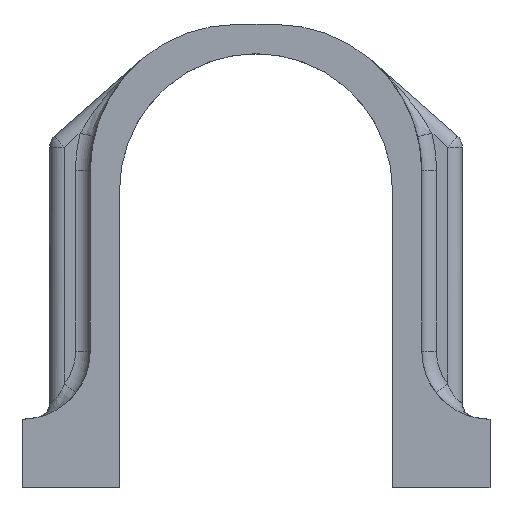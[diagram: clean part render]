
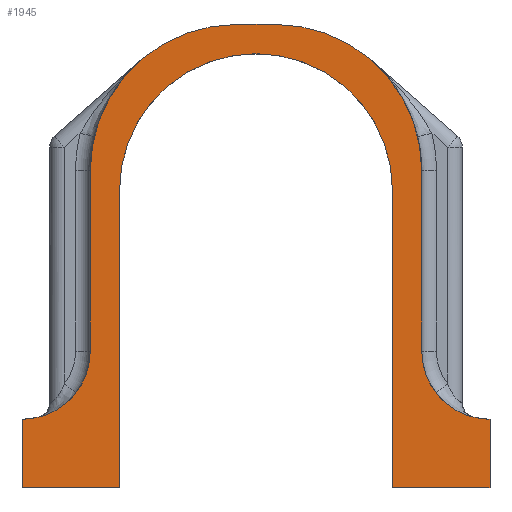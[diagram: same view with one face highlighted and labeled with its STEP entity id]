
A CAD part, left-side view. The second image highlights one B-rep face of the part: STEP entity #1945.
In plain terms, the highlighted planar face has unit normal (-1, 0, 0).
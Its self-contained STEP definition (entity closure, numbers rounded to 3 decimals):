
#74=PLANE('',#2121);
#140=LINE('',#2887,#303);
#163=LINE('',#2977,#326);
#188=LINE('',#3047,#351);
#222=LINE('',#3145,#385);
#228=LINE('',#3156,#391);
#233=LINE('',#3170,#396);
#234=LINE('',#3172,#397);
#240=LINE('',#3182,#403);
#243=LINE('',#3193,#406);
#303=VECTOR('',#2282,1000.);
#326=VECTOR('',#2343,1000.);
#351=VECTOR('',#2400,1000.);
#385=VECTOR('',#2470,1000.);
#391=VECTOR('',#2478,1000.);
#396=VECTOR('',#2491,1000.);
#397=VECTOR('',#2494,1000.);
#403=VECTOR('',#2502,1000.);
#406=VECTOR('',#2515,1000.);
#673=ORIENTED_EDGE('',*,*,#1197,.T.);
#674=ORIENTED_EDGE('',*,*,#1200,.T.);
#675=ORIENTED_EDGE('',*,*,#1203,.T.);
#676=ORIENTED_EDGE('',*,*,#1131,.F.);
#677=ORIENTED_EDGE('',*,*,#1097,.T.);
#678=ORIENTED_EDGE('',*,*,#1152,.F.);
#679=ORIENTED_EDGE('',*,*,#1191,.F.);
#680=ORIENTED_EDGE('',*,*,#1155,.T.);
#681=ORIENTED_EDGE('',*,*,#1176,.T.);
#682=ORIENTED_EDGE('',*,*,#1210,.T.);
#683=ORIENTED_EDGE('',*,*,#1182,.F.);
#684=ORIENTED_EDGE('',*,*,#1164,.F.);
#685=ORIENTED_EDGE('',*,*,#1060,.T.);
#686=ORIENTED_EDGE('',*,*,#1190,.F.);
#1060=EDGE_CURVE('',#1352,#1351,#140,.T.);
#1097=EDGE_CURVE('',#1386,#1385,#163,.T.);
#1131=EDGE_CURVE('',#1386,#1415,#188,.T.);
#1152=EDGE_CURVE('',#1430,#1385,#1544,.F.);
#1155=EDGE_CURVE('',#1433,#1432,#1546,.F.);
#1164=EDGE_CURVE('',#1352,#1440,#1550,.F.);
#1176=EDGE_CURVE('',#1432,#1446,#222,.T.);
#1182=EDGE_CURVE('',#1440,#1447,#228,.T.);
#1190=EDGE_CURVE('',#1455,#1351,#233,.T.);
#1191=EDGE_CURVE('',#1433,#1430,#234,.T.);
#1197=EDGE_CURVE('',#1455,#1458,#240,.T.);
#1200=EDGE_CURVE('',#1458,#1461,#1556,.T.);
#1203=EDGE_CURVE('',#1461,#1415,#243,.T.);
#1210=EDGE_CURVE('',#1446,#1447,#1561,.F.);
#1351=VERTEX_POINT('',#2886);
#1352=VERTEX_POINT('',#2888);
#1385=VERTEX_POINT('',#2976);
#1386=VERTEX_POINT('',#2978);
#1415=VERTEX_POINT('',#3048);
#1430=VERTEX_POINT('',#3086);
#1432=VERTEX_POINT('',#3092);
#1433=VERTEX_POINT('',#3094);
#1440=VERTEX_POINT('',#3121);
#1446=VERTEX_POINT('',#3144);
#1447=VERTEX_POINT('',#3148);
#1455=VERTEX_POINT('',#3169);
#1458=VERTEX_POINT('',#3181);
#1461=VERTEX_POINT('',#3188);
#1544=CIRCLE('',#2090,7.);
#1546=CIRCLE('',#2093,15.);
#1550=CIRCLE('',#2098,7.);
#1556=CIRCLE('',#2113,14.);
#1561=CIRCLE('',#2120,15.);
#1657=EDGE_LOOP('',(#673,#674,#675,#676,#677,#678,#679,#680,#681,#682,#683,
#684,#685,#686));
#1786=FACE_BOUND('',#1657,.T.);
#1945=ADVANCED_FACE('',(#1786),#74,.F.);
#2090=AXIS2_PLACEMENT_3D('',#3087,#2428,#2429);
#2093=AXIS2_PLACEMENT_3D('',#3093,#2435,#2436);
#2098=AXIS2_PLACEMENT_3D('',#3123,#2448,#2449);
#2113=AXIS2_PLACEMENT_3D('',#3189,#2508,#2509);
#2120=AXIS2_PLACEMENT_3D('',#3217,#2525,#2526);
#2121=AXIS2_PLACEMENT_3D('',#3218,#2527,#2528);
#2282=DIRECTION('',(0.,0.,-1.));
#2343=DIRECTION('',(0.,0.,1.));
#2400=DIRECTION('',(0.,1.,0.));
#2428=DIRECTION('',(1.,0.,0.));
#2429=DIRECTION('',(0.,0.,-1.));
#2435=DIRECTION('',(1.,0.,0.));
#2436=DIRECTION('',(0.,0.,-1.));
#2448=DIRECTION('',(1.,0.,0.));
#2449=DIRECTION('',(0.,0.,-1.));
#2470=DIRECTION('',(0.,1.,0.));
#2478=DIRECTION('',(0.,0.,1.));
#2491=DIRECTION('',(0.,1.,0.));
#2494=DIRECTION('',(0.,0.,-1.));
#2502=DIRECTION('',(0.,0.,1.));
#2508=DIRECTION('',(1.,0.,0.));
#2509=DIRECTION('',(0.,0.,-1.));
#2515=DIRECTION('',(0.,0.,-1.));
#2525=DIRECTION('',(1.,0.,0.));
#2526=DIRECTION('',(0.,0.,-1.));
#2527=DIRECTION('',(1.,0.,0.));
#2528=DIRECTION('',(0.,0.,-1.));
#2886=CARTESIAN_POINT('',(-14.79,35.,0.));
#2887=CARTESIAN_POINT('',(-14.79,35.,0.));
#2888=CARTESIAN_POINT('',(-14.79,35.,7.));
#2976=CARTESIAN_POINT('',(-14.79,-13.,7.));
#2977=CARTESIAN_POINT('',(-14.79,-13.,7.));
#2978=CARTESIAN_POINT('',(-14.79,-13.,0.));
#3047=CARTESIAN_POINT('',(-14.79,-89.803,0.));
#3048=CARTESIAN_POINT('',(-14.79,-3.,0.));
#3086=CARTESIAN_POINT('',(-14.79,-6.,14.));
#3087=CARTESIAN_POINT('',(-14.79,-13.,14.));
#3092=CARTESIAN_POINT('',(-14.79,9.,47.5));
#3093=CARTESIAN_POINT('',(-14.79,9.,32.5));
#3094=CARTESIAN_POINT('',(-14.79,-6.,32.5));
#3121=CARTESIAN_POINT('',(-14.79,28.,14.));
#3123=CARTESIAN_POINT('',(-14.79,35.,14.));
#3144=CARTESIAN_POINT('',(-14.79,13.,47.5));
#3145=CARTESIAN_POINT('',(-14.79,-89.803,47.5));
#3148=CARTESIAN_POINT('',(-14.79,28.,32.5));
#3156=CARTESIAN_POINT('',(-14.79,28.,80.));
#3169=CARTESIAN_POINT('',(-14.79,25.,0.));
#3170=CARTESIAN_POINT('',(-14.79,-89.803,0.));
#3172=CARTESIAN_POINT('',(-14.79,-6.,80.));
#3181=CARTESIAN_POINT('',(-14.79,25.,30.5));
#3182=CARTESIAN_POINT('',(-14.79,25.,30.5));
#3188=CARTESIAN_POINT('',(-14.79,-3.,30.5));
#3189=CARTESIAN_POINT('',(-14.79,11.,30.5));
#3193=CARTESIAN_POINT('',(-14.79,-3.,30.5));
#3217=CARTESIAN_POINT('',(-14.79,13.,32.5));
#3218=CARTESIAN_POINT('',(-14.79,-89.803,47.5));
